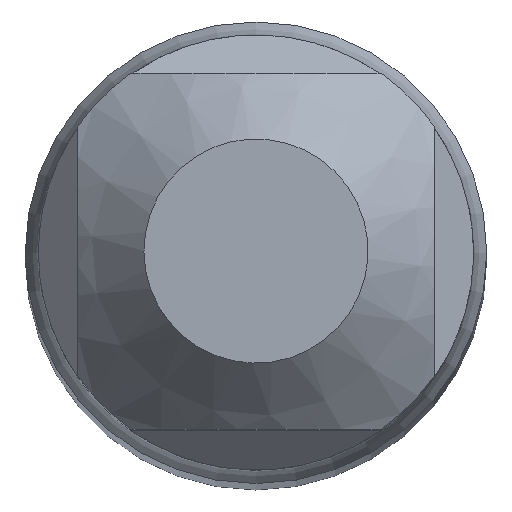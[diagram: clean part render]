
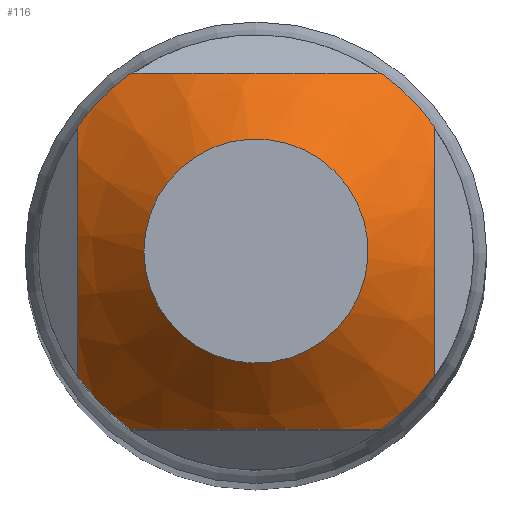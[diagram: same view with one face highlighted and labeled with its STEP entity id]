
A CAD part, top view. The second image highlights one B-rep face of the part: STEP entity #116.
In plain terms, the highlighted conical face has half-angle 45 degrees and reference radius 1000 mm.
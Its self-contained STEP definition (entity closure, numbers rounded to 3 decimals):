
#56=CONICAL_SURFACE('',#388,1000.,45.);
#61=FACE_BOUND('',#160,.T.);
#62=FACE_BOUND('',#161,.T.);
#116=ADVANCED_FACE('NONE',(#61,#62),#56,.T.);
#160=EDGE_LOOP('',(#204,#205,#206,#207,#208,#209,#210,#211));
#161=EDGE_LOOP('',(#212));
#204=ORIENTED_EDGE('',*,*,#287,.F.);
#205=ORIENTED_EDGE('',*,*,#292,.F.);
#206=ORIENTED_EDGE('',*,*,#274,.F.);
#207=ORIENTED_EDGE('',*,*,#293,.F.);
#208=ORIENTED_EDGE('',*,*,#279,.F.);
#209=ORIENTED_EDGE('',*,*,#294,.F.);
#210=ORIENTED_EDGE('',*,*,#284,.F.);
#211=ORIENTED_EDGE('',*,*,#295,.F.);
#212=ORIENTED_EDGE('',*,*,#268,.F.);
#242=VERTEX_POINT('',#511);
#247=VERTEX_POINT('',#524);
#248=VERTEX_POINT('',#538);
#251=VERTEX_POINT('',#547);
#252=VERTEX_POINT('',#561);
#255=VERTEX_POINT('',#570);
#256=VERTEX_POINT('',#584);
#257=VERTEX_POINT('',#588);
#258=VERTEX_POINT('',#602);
#268=EDGE_CURVE('NONE',#242,#242,#301,.T.);
#274=EDGE_CURVE('NONE',#247,#248,#324,.T.);
#279=EDGE_CURVE('NONE',#251,#252,#325,.T.);
#284=EDGE_CURVE('NONE',#255,#256,#326,.T.);
#287=EDGE_CURVE('NONE',#257,#258,#327,.T.);
#292=EDGE_CURVE('NONE',#248,#257,#305,.T.);
#293=EDGE_CURVE('NONE',#252,#247,#306,.T.);
#294=EDGE_CURVE('NONE',#256,#251,#307,.T.);
#295=EDGE_CURVE('NONE',#258,#255,#308,.T.);
#301=CIRCLE('',#365,0.85);
#305=CIRCLE('',#384,1.65);
#306=CIRCLE('',#385,1.65);
#307=CIRCLE('',#386,1.65);
#308=CIRCLE('',#387,1.65);
#324=B_SPLINE_CURVE_WITH_KNOTS('',3,(#525,#526,#527,#528,#529,#530,#531,
#532,#533,#534,#535,#536,#537),.UNSPECIFIED.,.F.,.F.,(4,3,3,3,4),(0.,0.34,
0.581,0.821,1.),.UNSPECIFIED.);
#325=B_SPLINE_CURVE_WITH_KNOTS('',3,(#548,#549,#550,#551,#552,#553,#554,
#555,#556,#557,#558,#559,#560),.UNSPECIFIED.,.F.,.F.,(4,3,3,3,4),(0.,0.324,
0.5,0.745,1.),.UNSPECIFIED.);
#326=B_SPLINE_CURVE_WITH_KNOTS('',3,(#571,#572,#573,#574,#575,#576,#577,
#578,#579,#580,#581,#582,#583),.UNSPECIFIED.,.F.,.F.,(4,3,3,3,4),(0.,0.34,
0.581,0.821,1.),.UNSPECIFIED.);
#327=B_SPLINE_CURVE_WITH_KNOTS('',3,(#589,#590,#591,#592,#593,#594,#595,
#596,#597,#598,#599,#600,#601),.UNSPECIFIED.,.F.,.F.,(4,3,3,3,4),(0.,0.324,
0.5,0.745,1.),.UNSPECIFIED.);
#365=AXIS2_PLACEMENT_3D('',#510,#410,#411);
#384=AXIS2_PLACEMENT_3D('',#613,#460,#461);
#385=AXIS2_PLACEMENT_3D('',#614,#462,#463);
#386=AXIS2_PLACEMENT_3D('',#615,#464,#465);
#387=AXIS2_PLACEMENT_3D('',#616,#466,#467);
#388=AXIS2_PLACEMENT_3D('',#617,#468,#469);
#410=DIRECTION('',(0.,0.,1.));
#411=DIRECTION('',(-1.,0.,0.));
#460=DIRECTION('',(0.,0.,-1.));
#461=DIRECTION('',(0.,1.,0.));
#462=DIRECTION('',(0.,0.,-1.));
#463=DIRECTION('',(0.,1.,0.));
#464=DIRECTION('',(0.,0.,-1.));
#465=DIRECTION('',(0.,1.,0.));
#466=DIRECTION('',(0.,0.,-1.));
#467=DIRECTION('',(0.,1.,0.));
#468=DIRECTION('',(0.,0.,-1.));
#469=DIRECTION('',(0.,1.,0.));
#510=CARTESIAN_POINT('',(0.,0.,0.));
#511=CARTESIAN_POINT('',(-0.85,0.,0.));
#524=CARTESIAN_POINT('',(-1.35,-0.949,-0.8));
#525=CARTESIAN_POINT('',(-1.35,-0.949,-0.8));
#526=CARTESIAN_POINT('',(-1.35,-0.752,-0.687));
#527=CARTESIAN_POINT('',(-1.35,-0.542,-0.589));
#528=CARTESIAN_POINT('',(-1.35,-0.321,-0.538));
#529=CARTESIAN_POINT('',(-1.35,-0.164,-0.501));
#530=CARTESIAN_POINT('',(-1.35,0.001,-0.491));
#531=CARTESIAN_POINT('',(-1.35,0.161,-0.51));
#532=CARTESIAN_POINT('',(-1.35,0.32,-0.528));
#533=CARTESIAN_POINT('',(-1.35,0.477,-0.575));
#534=CARTESIAN_POINT('',(-1.35,0.625,-0.638));
#535=CARTESIAN_POINT('',(-1.35,0.736,-0.684));
#536=CARTESIAN_POINT('',(-1.35,0.844,-0.74));
#537=CARTESIAN_POINT('',(-1.35,0.949,-0.8));
#538=CARTESIAN_POINT('',(-1.35,0.949,-0.8));
#547=CARTESIAN_POINT('',(0.949,-1.35,-0.8));
#548=CARTESIAN_POINT('',(0.949,-1.35,-0.8));
#549=CARTESIAN_POINT('',(0.761,-1.35,-0.692));
#550=CARTESIAN_POINT('',(0.561,-1.35,-0.598));
#551=CARTESIAN_POINT('',(0.351,-1.35,-0.545));
#552=CARTESIAN_POINT('',(0.237,-1.35,-0.516));
#553=CARTESIAN_POINT('',(0.118,-1.35,-0.5));
#554=CARTESIAN_POINT('',(0.,-1.35,-0.5));
#555=CARTESIAN_POINT('',(-0.164,-1.35,-0.5));
#556=CARTESIAN_POINT('',(-0.329,-1.35,-0.532));
#557=CARTESIAN_POINT('',(-0.484,-1.35,-0.584));
#558=CARTESIAN_POINT('',(-0.646,-1.35,-0.639));
#559=CARTESIAN_POINT('',(-0.801,-1.35,-0.715));
#560=CARTESIAN_POINT('',(-0.949,-1.35,-0.8));
#561=CARTESIAN_POINT('',(-0.949,-1.35,-0.8));
#570=CARTESIAN_POINT('',(1.35,0.949,-0.8));
#571=CARTESIAN_POINT('',(1.35,0.949,-0.8));
#572=CARTESIAN_POINT('',(1.35,0.752,-0.687));
#573=CARTESIAN_POINT('',(1.35,0.542,-0.589));
#574=CARTESIAN_POINT('',(1.35,0.321,-0.538));
#575=CARTESIAN_POINT('',(1.35,0.164,-0.501));
#576=CARTESIAN_POINT('',(1.35,-0.001,-0.491));
#577=CARTESIAN_POINT('',(1.35,-0.161,-0.51));
#578=CARTESIAN_POINT('',(1.35,-0.32,-0.528));
#579=CARTESIAN_POINT('',(1.35,-0.477,-0.575));
#580=CARTESIAN_POINT('',(1.35,-0.625,-0.638));
#581=CARTESIAN_POINT('',(1.35,-0.736,-0.684));
#582=CARTESIAN_POINT('',(1.35,-0.844,-0.74));
#583=CARTESIAN_POINT('',(1.35,-0.949,-0.8));
#584=CARTESIAN_POINT('',(1.35,-0.949,-0.8));
#588=CARTESIAN_POINT('',(-0.949,1.35,-0.8));
#589=CARTESIAN_POINT('',(-0.949,1.35,-0.8));
#590=CARTESIAN_POINT('',(-0.761,1.35,-0.692));
#591=CARTESIAN_POINT('',(-0.561,1.35,-0.598));
#592=CARTESIAN_POINT('',(-0.351,1.35,-0.545));
#593=CARTESIAN_POINT('',(-0.237,1.35,-0.516));
#594=CARTESIAN_POINT('',(-0.118,1.35,-0.5));
#595=CARTESIAN_POINT('',(0.,1.35,-0.5));
#596=CARTESIAN_POINT('',(0.164,1.35,-0.5));
#597=CARTESIAN_POINT('',(0.329,1.35,-0.532));
#598=CARTESIAN_POINT('',(0.484,1.35,-0.584));
#599=CARTESIAN_POINT('',(0.646,1.35,-0.639));
#600=CARTESIAN_POINT('',(0.801,1.35,-0.715));
#601=CARTESIAN_POINT('',(0.949,1.35,-0.8));
#602=CARTESIAN_POINT('',(0.949,1.35,-0.8));
#613=CARTESIAN_POINT('',(0.,0.,-0.8));
#614=CARTESIAN_POINT('',(0.,0.,-0.8));
#615=CARTESIAN_POINT('',(0.,0.,-0.8));
#616=CARTESIAN_POINT('',(0.,0.,-0.8));
#617=CARTESIAN_POINT('',(0.,0.,-999.15));
